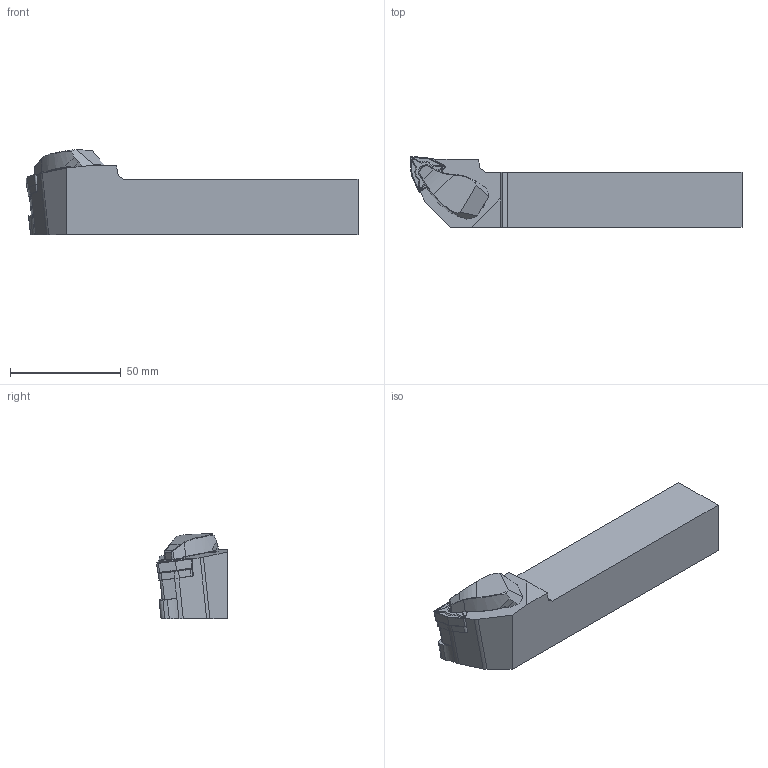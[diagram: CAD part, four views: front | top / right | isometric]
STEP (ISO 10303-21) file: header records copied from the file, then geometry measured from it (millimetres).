
FILE_DESCRIPTION(/* description */ (''),/* implementation_level */ '2;1');
FILE_NAME(/* name */ 'TWLNL-2525-M08-H.stp',/* time_stamp */ '2023-10-18T15:20:08+03:00',/* author */ (''),/* organization */ (''),/* preprocessor_version */ 'ST-DEVELOPER v19.4',/* originating_system */ 'SIEMENS PLM Software NX2306.3001',/* authorisation */ '');
FILE_SCHEMA (('AUTOMOTIVE_DESIGN { 1 0 10303 214 3 1 1 1 }'));
Length unit declared in the file: millimetre
Products named in the file (1): TWLNR-2525-M08-H
Bounding box: 149.93 x 32 x 38.39 mm (x, y, z)
Volume: 98602 mm3; surface area: 18178.5 mm2
Topology: 2 solids, 2 shells, 181 faces, 478 edges, 307 vertices
Faces by surface type: plane 98, cone 34, cylinder 25, bspline 21, extrusion 2, torus 1
Full cylindrical faces by diameter (mm): 5.1 x1
Entity records: 6562 total; most frequent: CARTESIAN_POINT 1817, ORIENTED_EDGE 942, DIRECTION 801, EDGE_CURVE 471, VERTEX_POINT 305, AXIS2_PLACEMENT_3D 269, VECTOR 263, LINE 261
